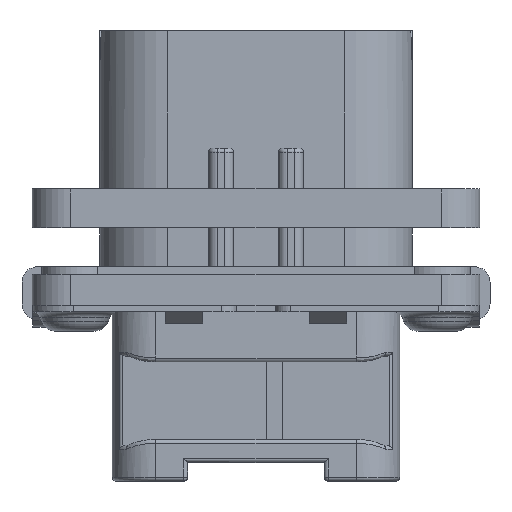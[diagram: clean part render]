
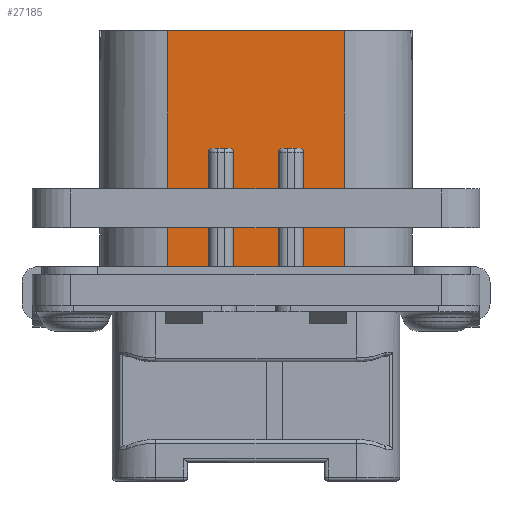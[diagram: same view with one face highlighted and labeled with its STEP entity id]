
A CAD part, front view. The second image highlights one B-rep face of the part: STEP entity #27185.
In plain terms, the highlighted planar face has unit normal (0, -1, 0).
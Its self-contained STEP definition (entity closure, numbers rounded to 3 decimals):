
#1218=DIRECTION('',(1.,0.,0.));
#1219=VECTOR('',#1218,11.4);
#1220=CARTESIAN_POINT('',(-5.7,-9.,17.67));
#1221=LINE('',#1220,#1219);
#1441=DIRECTION('',(0.,0.,1.));
#1442=VECTOR('',#1441,7.87);
#1443=CARTESIAN_POINT('',(-1.44,-9.,2.));
#1444=LINE('',#1443,#1442);
#1445=DIRECTION('',(-1.,0.,0.));
#1446=VECTOR('',#1445,1.1);
#1447=CARTESIAN_POINT('',(-1.69,-9.,10.12));
#1448=LINE('',#1447,#1446);
#1449=DIRECTION('',(0.,0.,1.));
#1450=VECTOR('',#1449,7.87);
#1451=CARTESIAN_POINT('',(-3.04,-9.,2.));
#1452=LINE('',#1451,#1450);
#1453=DIRECTION('',(0.,0.,-1.));
#1454=VECTOR('',#1453,15.67);
#1455=CARTESIAN_POINT('',(-5.7,-9.,17.67));
#1456=LINE('',#1455,#1454);
#1457=DIRECTION('',(0.,0.,-1.));
#1458=VECTOR('',#1457,15.67);
#1459=CARTESIAN_POINT('',(5.7,-9.,17.67));
#1460=LINE('',#1459,#1458);
#1461=DIRECTION('',(0.,0.,1.));
#1462=VECTOR('',#1461,7.87);
#1463=CARTESIAN_POINT('',(3.04,-9.,2.));
#1464=LINE('',#1463,#1462);
#1465=DIRECTION('',(-1.,0.,0.));
#1466=VECTOR('',#1465,1.1);
#1467=CARTESIAN_POINT('',(2.79,-9.,10.12));
#1468=LINE('',#1467,#1466);
#1469=DIRECTION('',(0.,0.,1.));
#1470=VECTOR('',#1469,7.87);
#1471=CARTESIAN_POINT('',(1.44,-9.,2.));
#1472=LINE('',#1471,#1470);
#1486=CARTESIAN_POINT('',(-1.69,-9.,9.87));
#1487=DIRECTION('',(0.,1.,0.));
#1488=DIRECTION('',(0.,0.,1.));
#1489=AXIS2_PLACEMENT_3D('',#1486,#1487,#1488);
#1569=DIRECTION('',(1.,0.,0.));
#1570=VECTOR('',#1569,2.88);
#1571=CARTESIAN_POINT('',(-1.44,-9.,2.));
#1572=LINE('',#1571,#1570);
#1585=CARTESIAN_POINT('',(1.69,-9.,9.87));
#1586=DIRECTION('',(0.,1.,0.));
#1587=DIRECTION('',(-1.,0.,0.));
#1588=AXIS2_PLACEMENT_3D('',#1585,#1586,#1587);
#1617=CARTESIAN_POINT('',(2.79,-9.,9.87));
#1618=DIRECTION('',(0.,1.,0.));
#1619=DIRECTION('',(0.,0.,1.));
#1620=AXIS2_PLACEMENT_3D('',#1617,#1618,#1619);
#1661=DIRECTION('',(1.,0.,0.));
#1662=VECTOR('',#1661,2.66);
#1663=CARTESIAN_POINT('',(3.04,-9.,2.));
#1664=LINE('',#1663,#1662);
#1866=DIRECTION('',(1.,0.,0.));
#1867=VECTOR('',#1866,2.66);
#1868=CARTESIAN_POINT('',(-5.7,-9.,2.));
#1869=LINE('',#1868,#1867);
#8081=CARTESIAN_POINT('',(-2.79,-9.,9.87));
#8082=DIRECTION('',(0.,1.,0.));
#8083=DIRECTION('',(-1.,0.,0.));
#8084=AXIS2_PLACEMENT_3D('',#8081,#8082,#8083);
#21685=CARTESIAN_POINT('',(-5.7,-9.,17.67));
#21686=CARTESIAN_POINT('',(-5.7,-9.,2.));
#21687=VERTEX_POINT('',#21685);
#21688=VERTEX_POINT('',#21686);
#21689=CARTESIAN_POINT('',(5.7,-9.,17.67));
#21690=CARTESIAN_POINT('',(5.7,-9.,2.));
#21691=VERTEX_POINT('',#21689);
#21692=VERTEX_POINT('',#21690);
#23610=CARTESIAN_POINT('',(-3.04,-9.,2.));
#23611=VERTEX_POINT('',#23610);
#23612=CARTESIAN_POINT('',(-1.44,-9.,2.));
#23613=CARTESIAN_POINT('',(1.44,-9.,2.));
#23614=VERTEX_POINT('',#23612);
#23615=VERTEX_POINT('',#23613);
#23616=CARTESIAN_POINT('',(3.04,-9.,2.));
#23617=VERTEX_POINT('',#23616);
#23661=CARTESIAN_POINT('',(-1.44,-9.,9.87));
#23663=VERTEX_POINT('',#23661);
#23665=CARTESIAN_POINT('',(-1.69,-9.,10.12));
#23667=VERTEX_POINT('',#23665);
#23680=CARTESIAN_POINT('',(-2.79,-9.,10.12));
#23681=VERTEX_POINT('',#23680);
#23682=CARTESIAN_POINT('',(-3.04,-9.,9.87));
#23683=VERTEX_POINT('',#23682);
#23685=CARTESIAN_POINT('',(3.04,-9.,9.87));
#23687=VERTEX_POINT('',#23685);
#23689=CARTESIAN_POINT('',(2.79,-9.,10.12));
#23691=VERTEX_POINT('',#23689);
#23704=CARTESIAN_POINT('',(1.69,-9.,10.12));
#23705=VERTEX_POINT('',#23704);
#23706=CARTESIAN_POINT('',(1.44,-9.,9.87));
#23707=VERTEX_POINT('',#23706);
#27148=CARTESIAN_POINT('',(-10.05,-9.,2.));
#27149=DIRECTION('',(0.,-1.,0.));
#27150=DIRECTION('',(1.,0.,0.));
#27151=AXIS2_PLACEMENT_3D('',#27148,#27149,#27150);
#27152=PLANE('',#27151);
#27154=ORIENTED_EDGE('',*,*,#27153,.T.);
#27156=ORIENTED_EDGE('',*,*,#27155,.F.);
#27158=ORIENTED_EDGE('',*,*,#27157,.T.);
#27160=ORIENTED_EDGE('',*,*,#27159,.F.);
#27162=ORIENTED_EDGE('',*,*,#27161,.F.);
#27164=ORIENTED_EDGE('',*,*,#27163,.F.);
#27166=ORIENTED_EDGE('',*,*,#27165,.F.);
#27167=ORIENTED_EDGE('',*,*,#27033,.T.);
#27168=ORIENTED_EDGE('',*,*,#26943,.T.);
#27170=ORIENTED_EDGE('',*,*,#27169,.F.);
#27172=ORIENTED_EDGE('',*,*,#27171,.T.);
#27174=ORIENTED_EDGE('',*,*,#27173,.F.);
#27176=ORIENTED_EDGE('',*,*,#27175,.T.);
#27178=ORIENTED_EDGE('',*,*,#27177,.F.);
#27180=ORIENTED_EDGE('',*,*,#27179,.F.);
#27182=ORIENTED_EDGE('',*,*,#27181,.F.);
#27183=EDGE_LOOP('',(#27154,#27156,#27158,#27160,#27162,#27164,#27166,#27167,
#27168,#27170,#27172,#27174,#27176,#27178,#27180,#27182));
#27184=FACE_OUTER_BOUND('',#27183,.F.);
#27185=ADVANCED_FACE('',(#27184),#27152,.T.);
#1490=CIRCLE('',#1489,0.25);
#1589=CIRCLE('',#1588,0.25);
#1621=CIRCLE('',#1620,0.25);
#8085=CIRCLE('',#8084,0.25);
#26943=EDGE_CURVE('',#21691,#21692,#1460,.T.);
#27033=EDGE_CURVE('',#21687,#21691,#1221,.T.);
#27153=EDGE_CURVE('',#23614,#23663,#1444,.T.);
#27155=EDGE_CURVE('',#23667,#23663,#1490,.T.);
#27157=EDGE_CURVE('',#23667,#23681,#1448,.T.);
#27159=EDGE_CURVE('',#23683,#23681,#8085,.T.);
#27161=EDGE_CURVE('',#23611,#23683,#1452,.T.);
#27163=EDGE_CURVE('',#21688,#23611,#1869,.T.);
#27165=EDGE_CURVE('',#21687,#21688,#1456,.T.);
#27169=EDGE_CURVE('',#23617,#21692,#1664,.T.);
#27171=EDGE_CURVE('',#23617,#23687,#1464,.T.);
#27173=EDGE_CURVE('',#23691,#23687,#1621,.T.);
#27175=EDGE_CURVE('',#23691,#23705,#1468,.T.);
#27177=EDGE_CURVE('',#23707,#23705,#1589,.T.);
#27179=EDGE_CURVE('',#23615,#23707,#1472,.T.);
#27181=EDGE_CURVE('',#23614,#23615,#1572,.T.);
